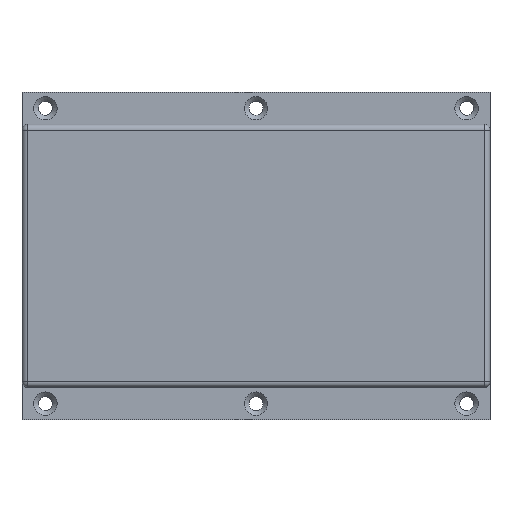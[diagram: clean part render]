
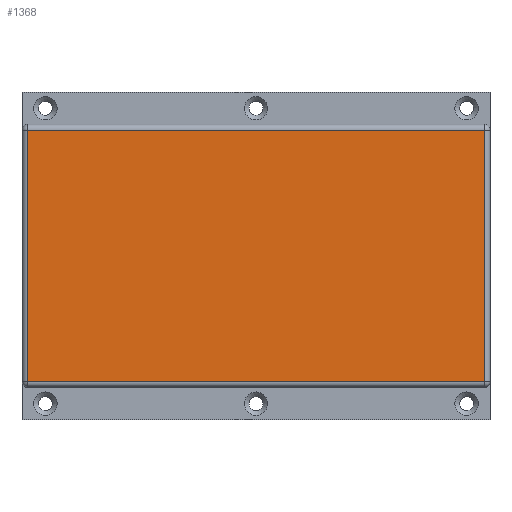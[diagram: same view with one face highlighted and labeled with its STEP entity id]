
A CAD part, top view. The second image highlights one B-rep face of the part: STEP entity #1368.
In plain terms, the highlighted planar face has unit normal (0, 0, 1).
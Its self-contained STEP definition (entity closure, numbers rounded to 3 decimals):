
#773 = VERTEX_POINT('',#774);
#774 = CARTESIAN_POINT('',(-39.,-21.5,10.));
#781 = EDGE_CURVE('',#773,#782,#784,.T.);
#782 = VERTEX_POINT('',#783);
#783 = CARTESIAN_POINT('',(-39.,21.5,10.));
#784 = LINE('',#785,#786);
#785 = CARTESIAN_POINT('',(-39.,-22.5,10.));
#786 = VECTOR('',#787,1.);
#787 = DIRECTION('',(0.,1.,0.));
#1368 = ADVANCED_FACE('',(#1369),#1394,.T.);
#1369 = FACE_BOUND('',#1370,.T.);
#1370 = EDGE_LOOP('',(#1371,#1379,#1387,#1393));
#1371 = ORIENTED_EDGE('',*,*,#1372,.F.);
#1372 = EDGE_CURVE('',#1373,#773,#1375,.T.);
#1373 = VERTEX_POINT('',#1374);
#1374 = CARTESIAN_POINT('',(39.,-21.5,10.));
#1375 = LINE('',#1376,#1377);
#1376 = CARTESIAN_POINT('',(40.,-21.5,10.));
#1377 = VECTOR('',#1378,1.);
#1378 = DIRECTION('',(-1.,0.,0.));
#1379 = ORIENTED_EDGE('',*,*,#1380,.F.);
#1380 = EDGE_CURVE('',#1381,#1373,#1383,.T.);
#1381 = VERTEX_POINT('',#1382);
#1382 = CARTESIAN_POINT('',(39.,21.5,10.));
#1383 = LINE('',#1384,#1385);
#1384 = CARTESIAN_POINT('',(39.,22.5,10.));
#1385 = VECTOR('',#1386,1.);
#1386 = DIRECTION('',(0.,-1.,0.));
#1387 = ORIENTED_EDGE('',*,*,#1388,.F.);
#1388 = EDGE_CURVE('',#782,#1381,#1389,.T.);
#1389 = LINE('',#1390,#1391);
#1390 = CARTESIAN_POINT('',(-40.,21.5,10.));
#1391 = VECTOR('',#1392,1.);
#1392 = DIRECTION('',(1.,0.,0.));
#1393 = ORIENTED_EDGE('',*,*,#781,.F.);
#1394 = PLANE('',#1395);
#1395 = AXIS2_PLACEMENT_3D('',#1396,#1397,#1398);
#1396 = CARTESIAN_POINT('',(0.,0.,10.));
#1397 = DIRECTION('',(0.,0.,1.));
#1398 = DIRECTION('',(1.,0.,0.));
